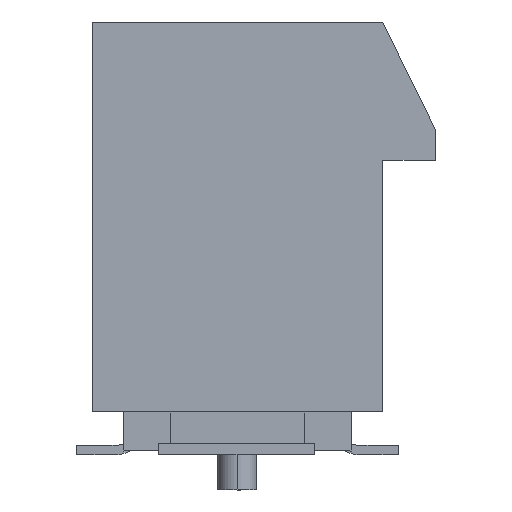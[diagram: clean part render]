
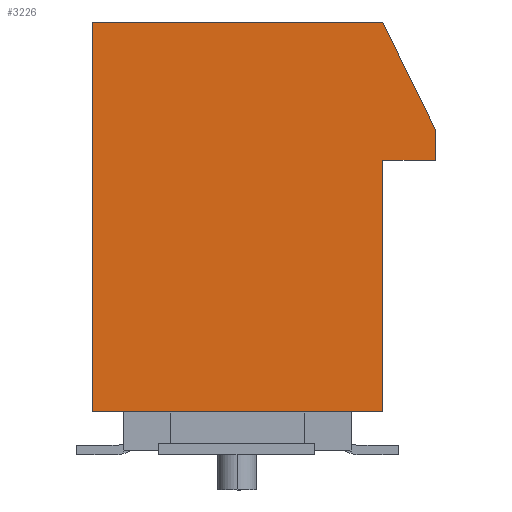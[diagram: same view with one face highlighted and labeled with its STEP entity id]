
A CAD part, left-side view. The second image highlights one B-rep face of the part: STEP entity #3226.
In plain terms, the highlighted planar face has unit normal (-1, 0, 0).
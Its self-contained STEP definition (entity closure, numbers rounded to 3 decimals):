
#208=CARTESIAN_POINT('',(-44.505,3.725,1.1));
#209=VERTEX_POINT('',#208);
#216=CARTESIAN_POINT('',(-44.505,3.725,11.1));
#217=VERTEX_POINT('',#216);
#218=CARTESIAN_POINT('',(-44.505,3.725,11.1));
#219=DIRECTION('',(0.0,0.0,-1.0));
#220=VECTOR('',#219,10.0);
#221=LINE('',#218,#220);
#222=EDGE_CURVE('',#217,#209,#221,.T.);
#2725=CARTESIAN_POINT('',(-44.505,-5.075,7.55));
#2726=VERTEX_POINT('',#2725);
#2733=CARTESIAN_POINT('',(-44.505,-3.725,7.55));
#2734=VERTEX_POINT('',#2733);
#2735=CARTESIAN_POINT('',(-44.505,-3.725,7.55));
#2736=DIRECTION('',(0.0,-1.0,0.0));
#2737=VECTOR('',#2736,1.35);
#2738=LINE('',#2735,#2737);
#2739=EDGE_CURVE('',#2734,#2726,#2738,.T.);
#2800=CARTESIAN_POINT('',(-44.505,-3.725,11.1));
#2801=VERTEX_POINT('',#2800);
#2808=CARTESIAN_POINT('',(-44.505,-5.075,8.35));
#2809=VERTEX_POINT('',#2808);
#2810=CARTESIAN_POINT('',(-44.505,-5.075,8.35));
#2811=DIRECTION('',(0.0,0.441,0.898));
#2812=VECTOR('',#2811,3.063);
#2813=LINE('',#2810,#2812);
#2814=EDGE_CURVE('',#2809,#2801,#2813,.T.);
#2832=CARTESIAN_POINT('',(-44.505,-5.075,7.55));
#2833=DIRECTION('',(0.0,0.0,1.0));
#2834=VECTOR('',#2833,0.8);
#2835=LINE('',#2832,#2834);
#2836=EDGE_CURVE('',#2726,#2809,#2835,.T.);
#2926=CARTESIAN_POINT('',(-44.505,-3.725,11.1));
#2927=DIRECTION('',(0.0,1.0,0.0));
#2928=VECTOR('',#2927,7.45);
#2929=LINE('',#2926,#2928);
#2930=EDGE_CURVE('',#2801,#217,#2929,.T.);
#3089=CARTESIAN_POINT('',(-44.505,-3.725,1.1));
#3090=VERTEX_POINT('',#3089);
#3097=CARTESIAN_POINT('',(-44.505,3.725,1.1));
#3098=DIRECTION('',(0.0,-1.0,0.0));
#3099=VECTOR('',#3098,7.45);
#3100=LINE('',#3097,#3099);
#3101=EDGE_CURVE('',#209,#3090,#3100,.T.);
#3187=CARTESIAN_POINT('',(-44.505,-3.725,1.1));
#3188=DIRECTION('',(0.0,0.0,1.0));
#3189=VECTOR('',#3188,6.45);
#3190=LINE('',#3187,#3189);
#3191=EDGE_CURVE('',#3090,#2734,#3190,.T.);
#3212=CARTESIAN_POINT('',(-44.505,-0.28,6.185));
#3213=DIRECTION('',(1.0,0.0,0.0));
#3214=DIRECTION('',(0.0,0.0,-1.0));
#3215=AXIS2_PLACEMENT_3D('',#3212,#3213,#3214);
#3216=PLANE('',#3215);
#3217=ORIENTED_EDGE('',*,*,#3191,.T.);
#3218=ORIENTED_EDGE('',*,*,#2739,.T.);
#3219=ORIENTED_EDGE('',*,*,#2836,.T.);
#3220=ORIENTED_EDGE('',*,*,#2814,.T.);
#3221=ORIENTED_EDGE('',*,*,#2930,.T.);
#3222=ORIENTED_EDGE('',*,*,#222,.T.);
#3223=ORIENTED_EDGE('',*,*,#3101,.T.);
#3224=EDGE_LOOP('',(#3217,#3218,#3219,#3220,#3221,#3222,#3223));
#3225=FACE_OUTER_BOUND('',#3224,.T.);
#3226=ADVANCED_FACE('',(#3225),#3216,.F.);
